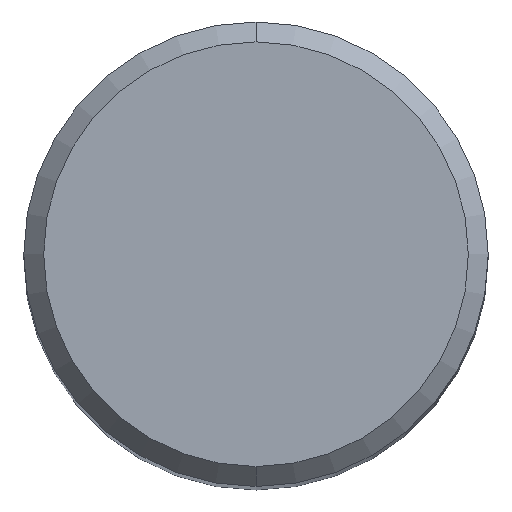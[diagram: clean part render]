
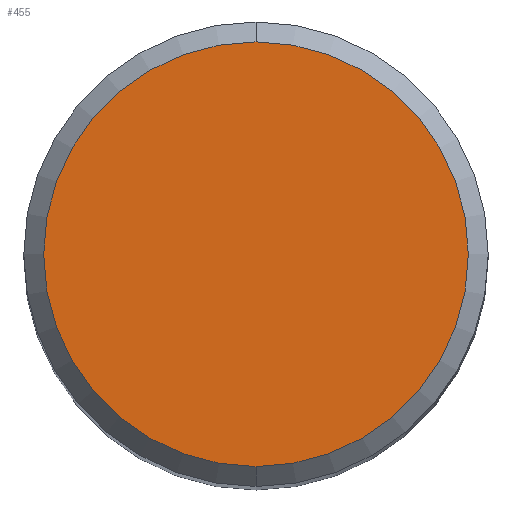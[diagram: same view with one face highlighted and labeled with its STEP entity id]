
A CAD part, top view. The second image highlights one B-rep face of the part: STEP entity #455.
In plain terms, the highlighted planar face has unit normal (0, 0, 1).
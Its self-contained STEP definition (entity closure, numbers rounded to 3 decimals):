
#377=VERTEX_POINT('',#703);
#393=EDGE_CURVE('',#417,#377,#721,.T.);
#401=EDGE_CURVE('',#377,#417,#730,.T.);
#417=VERTEX_POINT('',#747);
#455=ADVANCED_FACE('',(#791),#792,.T.);
#703=CARTESIAN_POINT('',(0.,-6.4,0.0));
#721=CIRCLE('',#1364,6.4);
#730=CIRCLE('',#1378,6.4);
#747=CARTESIAN_POINT('',(0.0,6.4,0.0));
#791=FACE_OUTER_BOUND('',#1452,.T.);
#792=PLANE('',#1453);
#1364=AXIS2_PLACEMENT_3D('',#1771,#1772,#1773);
#1378=AXIS2_PLACEMENT_3D('',#1782,#1783,#1784);
#1452=EDGE_LOOP('',(#1860,#1861));
#1453=AXIS2_PLACEMENT_3D('',#1862,#1863,#1864);
#1771=CARTESIAN_POINT('',(0.0,0.0,0.0));
#1772=DIRECTION('',(0.0,0.0,-1.0));
#1773=DIRECTION('',(0.0,1.0,0.0));
#1782=CARTESIAN_POINT('',(0.0,0.0,0.0));
#1783=DIRECTION('',(0.0,0.0,-1.0));
#1784=DIRECTION('',(0.0,1.0,0.0));
#1860=ORIENTED_EDGE('',*,*,#393,.F.);
#1861=ORIENTED_EDGE('',*,*,#401,.F.);
#1862=CARTESIAN_POINT('',(0.0,3.2,0.0));
#1863=DIRECTION('',(-0.0,0.0,1.0));
#1864=DIRECTION('',(0.0,-1.0,0.0));
